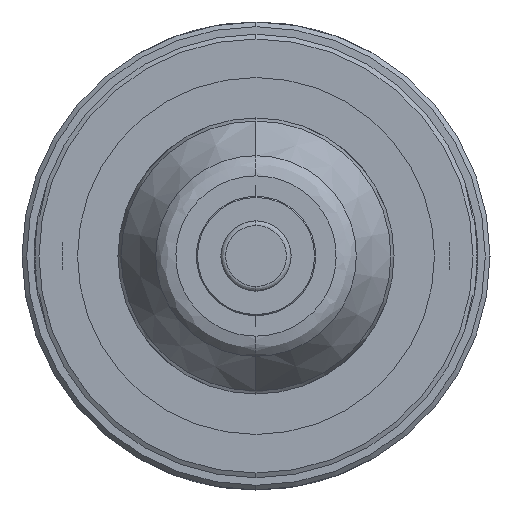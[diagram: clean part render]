
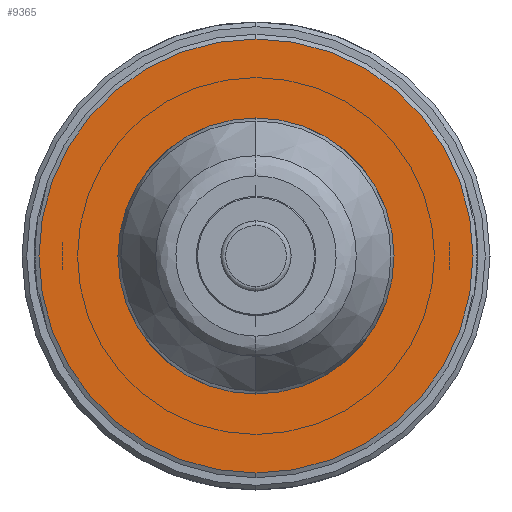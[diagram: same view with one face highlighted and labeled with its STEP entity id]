
A CAD part, left-side view. The second image highlights one B-rep face of the part: STEP entity #9365.
In plain terms, the highlighted planar face has unit normal (-1, 0, 0).
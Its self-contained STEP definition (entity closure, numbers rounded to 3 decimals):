
#724 = CARTESIAN_POINT ( 'NONE',  ( 11., 0., 0. ) ) ;
#1125 = CARTESIAN_POINT ( 'NONE',  ( 11., 0., 0. ) ) ;
#1180 = PLANE ( 'NONE',  #8187 ) ;
#1560 = AXIS2_PLACEMENT_3D ( 'NONE', #724, #7750, #6660 ) ;
#2750 = VERTEX_POINT ( 'NONE', #5190 ) ;
#2936 = CARTESIAN_POINT ( 'NONE',  ( 11., 0., 0. ) ) ;
#2940 = EDGE_LOOP ( 'NONE', ( #8364, #10705 ) ) ;
#2999 = CARTESIAN_POINT ( 'NONE',  ( 11., 0., 0. ) ) ;
#3000 = CARTESIAN_POINT ( 'NONE',  ( 11., 0., 9.275 ) ) ;
#3537 = AXIS2_PLACEMENT_3D ( 'NONE', #12061, #6275, #6220 ) ;
#4765 = CARTESIAN_POINT ( 'NONE',  ( 11., 0., -9.275 ) ) ;
#5190 = CARTESIAN_POINT ( 'NONE',  ( 11., 0., 4.808 ) ) ;
#5762 = DIRECTION ( 'NONE',  ( -1., 0., 0. ) ) ;
#6149 = EDGE_CURVE ( 'NONE', #8382, #2750, #7223, .T. ) ;
#6220 = DIRECTION ( 'NONE',  ( 0., 0., -1. ) ) ;
#6236 = EDGE_CURVE ( 'NONE', #2750, #8382, #6496, .T. ) ;
#6275 = DIRECTION ( 'NONE',  ( -1., 0., 0. ) ) ;
#6496 = CIRCLE ( 'NONE', #1560, 4.808 ) ;
#6617 = FACE_OUTER_BOUND ( 'NONE', #11934, .T. ) ;
#6660 = DIRECTION ( 'NONE',  ( 0., 0., 1. ) ) ;
#7223 = CIRCLE ( 'NONE', #11286, 4.808 ) ;
#7750 = DIRECTION ( 'NONE',  ( 1., 0., 0. ) ) ;
#8187 = AXIS2_PLACEMENT_3D ( 'NONE', #1125, #5762, #8191 ) ;
#8191 = DIRECTION ( 'NONE',  ( 0., -1., 0. ) ) ;
#8364 = ORIENTED_EDGE ( 'NONE', *, *, #6236, .T. ) ;
#8382 = VERTEX_POINT ( 'NONE', #14051 ) ;
#8514 = ORIENTED_EDGE ( 'NONE', *, *, #9945, .T. ) ;
#9127 = DIRECTION ( 'NONE',  ( 0., 0., -1. ) ) ;
#9167 = EDGE_CURVE ( 'NONE', #11850, #10814, #15027, .T. ) ;
#9365 = ADVANCED_FACE ( 'NONE', ( #6617, #11922 ), #1180, .T. ) ;
#9536 = CIRCLE ( 'NONE', #3537, 9.275 ) ;
#9822 = DIRECTION ( 'NONE',  ( 1., 0., 0. ) ) ;
#9945 = EDGE_CURVE ( 'NONE', #10814, #11850, #9536, .T. ) ;
#10705 = ORIENTED_EDGE ( 'NONE', *, *, #6149, .T. ) ;
#10814 = VERTEX_POINT ( 'NONE', #4765 ) ;
#11286 = AXIS2_PLACEMENT_3D ( 'NONE', #2936, #9822, #12280 ) ;
#11850 = VERTEX_POINT ( 'NONE', #3000 ) ;
#11922 = FACE_BOUND ( 'NONE', #2940, .T. ) ;
#11934 = EDGE_LOOP ( 'NONE', ( #8514, #12090 ) ) ;
#12061 = CARTESIAN_POINT ( 'NONE',  ( 11., 0., 0. ) ) ;
#12090 = ORIENTED_EDGE ( 'NONE', *, *, #9167, .T. ) ;
#12280 = DIRECTION ( 'NONE',  ( 0., 0., 1. ) ) ;
#12448 = DIRECTION ( 'NONE',  ( -1., 0., 0. ) ) ;
#14051 = CARTESIAN_POINT ( 'NONE',  ( 11., 0., -4.808 ) ) ;
#14252 = AXIS2_PLACEMENT_3D ( 'NONE', #2999, #12448, #9127 ) ;
#15027 = CIRCLE ( 'NONE', #14252, 9.275 ) ;
